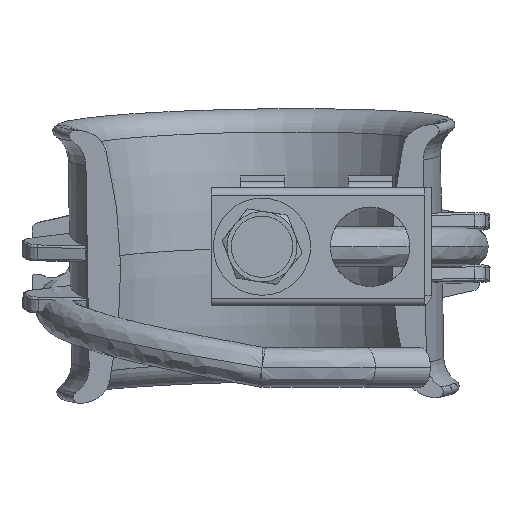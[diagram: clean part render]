
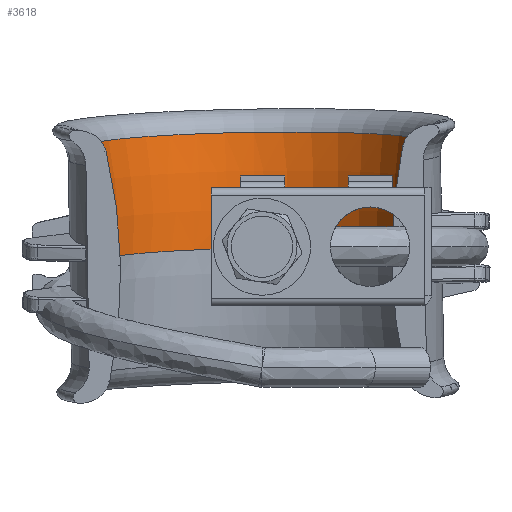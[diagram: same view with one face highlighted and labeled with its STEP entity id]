
A CAD part, front view. The second image highlights one B-rep face of the part: STEP entity #3618.
In plain terms, the highlighted toroidal (fillet/blend) face has major radius 103.012 mm and minor radius 81.712 mm.
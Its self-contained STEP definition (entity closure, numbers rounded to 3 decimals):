
#352 = B_SPLINE_CURVE_WITH_KNOTS ( 'NONE', 3,
 ( #18495, #20313, #5286, #5529 ),
 .UNSPECIFIED., .F., .F.,
 ( 4, 4 ),
 ( 0.015, 0.018 ),
 .UNSPECIFIED. ) ;
#1154 = CARTESIAN_POINT ( 'NONE',  ( -2.088, -4.558, -4.929 ) ) ;
#1846 = DIRECTION ( 'NONE',  ( 0., 0., -1. ) ) ;
#2897 = CIRCLE ( 'NONE', #13447, 22.819 ) ;
#3073 = CARTESIAN_POINT ( 'NONE',  ( -15.68, -25.3, -22.819 ) ) ;
#3618 = ADVANCED_FACE ( 'NONE', ( #19919 ), #4817, .T. ) ;
#3747 = CARTESIAN_POINT ( 'NONE',  ( 0., -25.3, 21.3 ) ) ;
#3885 = CARTESIAN_POINT ( 'NONE',  ( 0., -4.433, 4.271 ) ) ;
#4194 = AXIS2_PLACEMENT_3D ( 'NONE', #22848, #4265, #1846 ) ;
#4265 = DIRECTION ( 'NONE',  ( 0., -1., 0. ) ) ;
#4817 = TOROIDAL_SURFACE ( 'NONE', #16137, 103.012, 81.712 ) ;
#5015 = VERTEX_POINT ( 'NONE', #18806 ) ;
#5286 = CARTESIAN_POINT ( 'NONE',  ( -1.046, -4.433, 4.271 ) ) ;
#5488 = VERTEX_POINT ( 'NONE', #6830 ) ;
#5529 = CARTESIAN_POINT ( 'NONE',  ( 0., -4.433, 4.271 ) ) ;
#6291 = EDGE_CURVE ( 'NONE', #13042, #22377, #2897, .T. ) ;
#6401 = DIRECTION ( 'NONE',  ( 0., 0., 1. ) ) ;
#6830 = CARTESIAN_POINT ( 'NONE',  ( 0., -4.578, -4.929 ) ) ;
#7518 = ORIENTED_EDGE ( 'NONE', *, *, #10531, .F. ) ;
#7665 = CARTESIAN_POINT ( 'NONE',  ( 0., -25.3, 0. ) ) ;
#7864 = EDGE_CURVE ( 'NONE', #5488, #23202, #18297, .T. ) ;
#8035 = CARTESIAN_POINT ( 'NONE',  ( 0., -25.3, 0. ) ) ;
#8148 = ORIENTED_EDGE ( 'NONE', *, *, #11513, .T. ) ;
#8922 = DIRECTION ( 'NONE',  ( -1., 0., 0. ) ) ;
#9300 = ORIENTED_EDGE ( 'NONE', *, *, #17513, .F. ) ;
#9690 = AXIS2_PLACEMENT_3D ( 'NONE', #20159, #21874, #21621 ) ;
#10326 = CIRCLE ( 'NONE', #22826, 81.712 ) ;
#10435 = CARTESIAN_POINT ( 'NONE',  ( -1.043, -4.578, -4.929 ) ) ;
#10531 = EDGE_CURVE ( 'NONE', #22738, #17950, #13625, .T. ) ;
#11365 = CIRCLE ( 'NONE', #14859, 21.3 ) ;
#11513 = EDGE_CURVE ( 'NONE', #22377, #22704, #10326, .T. ) ;
#11605 = ORIENTED_EDGE ( 'NONE', *, *, #20150, .F. ) ;
#11774 = DIRECTION ( 'NONE',  ( -1., 0., 0. ) ) ;
#12526 = CARTESIAN_POINT ( 'NONE',  ( -3.134, -4.516, -4.929 ) ) ;
#13042 = VERTEX_POINT ( 'NONE', #22358 ) ;
#13254 = DIRECTION ( 'NONE',  ( -1., 0., 0. ) ) ;
#13447 = AXIS2_PLACEMENT_3D ( 'NONE', #20332, #13254, #16668 ) ;
#13605 = EDGE_CURVE ( 'NONE', #5015, #17950, #352, .T. ) ;
#13625 = CIRCLE ( 'NONE', #23778, 21.3 ) ;
#14859 = AXIS2_PLACEMENT_3D ( 'NONE', #8035, #22942, #15132 ) ;
#15132 = DIRECTION ( 'NONE',  ( 0., 0., 1. ) ) ;
#15796 = CARTESIAN_POINT ( 'NONE',  ( 0., -25.3, 0. ) ) ;
#15804 = CARTESIAN_POINT ( 'NONE',  ( 0., -25.3, -103.012 ) ) ;
#16029 = ORIENTED_EDGE ( 'NONE', *, *, #6291, .T. ) ;
#16137 = AXIS2_PLACEMENT_3D ( 'NONE', #7665, #8922, #18348 ) ;
#16175 = EDGE_CURVE ( 'NONE', #23202, #5015, #16316, .T. ) ;
#16316 = CIRCLE ( 'NONE', #9690, 21.36 ) ;
#16668 = DIRECTION ( 'NONE',  ( 0., 0., 1. ) ) ;
#17513 = EDGE_CURVE ( 'NONE', #13042, #22738, #19390, .T. ) ;
#17817 = EDGE_LOOP ( 'NONE', ( #7518, #9300, #16029, #8148, #11605, #20829, #19822, #18996 ) ) ;
#17950 = VERTEX_POINT ( 'NONE', #3885 ) ;
#18297 = B_SPLINE_CURVE_WITH_KNOTS ( 'NONE', 3,
 ( #21802, #10435, #1154, #12526 ),
 .UNSPECIFIED., .F., .F.,
 ( 4, 4 ),
 ( 0.018, 0.021 ),
 .UNSPECIFIED. ) ;
#18348 = DIRECTION ( 'NONE',  ( 0., 0., 1. ) ) ;
#18495 = CARTESIAN_POINT ( 'NONE',  ( -3.134, -4.371, 4.271 ) ) ;
#18806 = CARTESIAN_POINT ( 'NONE',  ( -3.134, -4.371, 4.271 ) ) ;
#18996 = ORIENTED_EDGE ( 'NONE', *, *, #13605, .T. ) ;
#19390 = CIRCLE ( 'NONE', #4194, 81.712 ) ;
#19822 = ORIENTED_EDGE ( 'NONE', *, *, #16175, .T. ) ;
#19919 = FACE_OUTER_BOUND ( 'NONE', #17817, .T. ) ;
#20150 = EDGE_CURVE ( 'NONE', #5488, #22704, #11365, .T. ) ;
#20159 = CARTESIAN_POINT ( 'NONE',  ( -3.134, -25.3, 0. ) ) ;
#20213 = CARTESIAN_POINT ( 'NONE',  ( -3.134, -4.516, -4.929 ) ) ;
#20313 = CARTESIAN_POINT ( 'NONE',  ( -2.09, -4.412, 4.271 ) ) ;
#20332 = CARTESIAN_POINT ( 'NONE',  ( -15.68, -25.3, 0. ) ) ;
#20829 = ORIENTED_EDGE ( 'NONE', *, *, #7864, .T. ) ;
#21621 = DIRECTION ( 'NONE',  ( 0., 0., -1. ) ) ;
#21802 = CARTESIAN_POINT ( 'NONE',  ( 0., -4.578, -4.929 ) ) ;
#21874 = DIRECTION ( 'NONE',  ( 1., 0., 0. ) ) ;
#22358 = CARTESIAN_POINT ( 'NONE',  ( -15.68, -25.3, 22.819 ) ) ;
#22377 = VERTEX_POINT ( 'NONE', #3073 ) ;
#22704 = VERTEX_POINT ( 'NONE', #23099 ) ;
#22738 = VERTEX_POINT ( 'NONE', #3747 ) ;
#22826 = AXIS2_PLACEMENT_3D ( 'NONE', #15804, #23379, #6401 ) ;
#22848 = CARTESIAN_POINT ( 'NONE',  ( 0., -25.3, 103.012 ) ) ;
#22942 = DIRECTION ( 'NONE',  ( -1., 0., 0. ) ) ;
#23099 = CARTESIAN_POINT ( 'NONE',  ( 0., -25.3, -21.3 ) ) ;
#23202 = VERTEX_POINT ( 'NONE', #20213 ) ;
#23253 = DIRECTION ( 'NONE',  ( 0., 0., 1. ) ) ;
#23379 = DIRECTION ( 'NONE',  ( 0., 1., 0. ) ) ;
#23778 = AXIS2_PLACEMENT_3D ( 'NONE', #15796, #11774, #23253 ) ;
